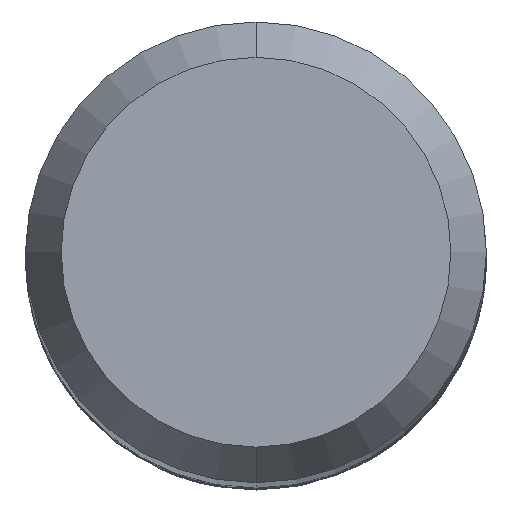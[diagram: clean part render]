
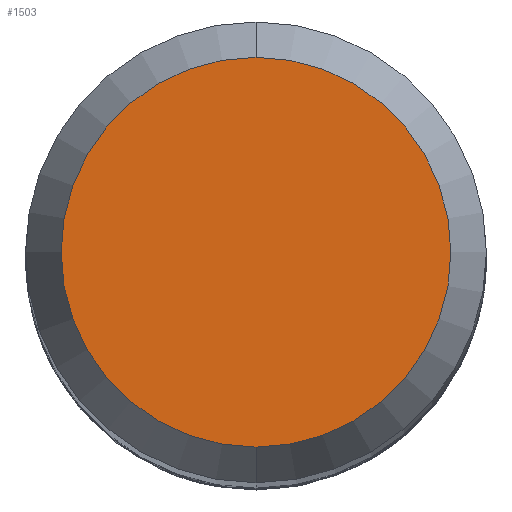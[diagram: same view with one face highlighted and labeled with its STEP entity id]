
A CAD part, top view. The second image highlights one B-rep face of the part: STEP entity #1503.
In plain terms, the highlighted planar face has unit normal (0, 0, 1).
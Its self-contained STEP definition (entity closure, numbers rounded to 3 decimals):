
#1503=ADVANCED_FACE('',(#4015),#4016,.T.);
#1625=VERTEX_POINT('',#4146);
#2191=EDGE_CURVE('',#3269,#1625,#4759,.T.);
#2321=EDGE_CURVE('',#1625,#3269,#4906,.T.);
#3269=VERTEX_POINT('',#5940);
#4015=FACE_OUTER_BOUND('',#8583,.T.);
#4016=PLANE('',#8584);
#4146=CARTESIAN_POINT('',(0.,-2.538,0.0));
#4759=CIRCLE('',#14299,2.538);
#4906=CIRCLE('',#15396,2.538);
#5940=CARTESIAN_POINT('',(0.0,2.538,0.0));
#8583=EDGE_LOOP('',(#26247,#26248));
#8584=AXIS2_PLACEMENT_3D('',#26249,#26250,#26251);
#14299=AXIS2_PLACEMENT_3D('',#26995,#26996,#26997);
#15396=AXIS2_PLACEMENT_3D('',#27212,#27213,#27214);
#26247=ORIENTED_EDGE('',*,*,#2191,.F.);
#26248=ORIENTED_EDGE('',*,*,#2321,.F.);
#26249=CARTESIAN_POINT('',(0.0,1.269,0.0));
#26250=DIRECTION('',(-0.0,0.0,1.0));
#26251=DIRECTION('',(0.0,-1.0,0.0));
#26995=CARTESIAN_POINT('',(0.0,0.0,0.0));
#26996=DIRECTION('',(0.0,0.0,-1.0));
#26997=DIRECTION('',(0.0,1.0,0.0));
#27212=CARTESIAN_POINT('',(0.0,0.0,0.0));
#27213=DIRECTION('',(0.0,0.0,-1.0));
#27214=DIRECTION('',(0.0,1.0,0.0));
